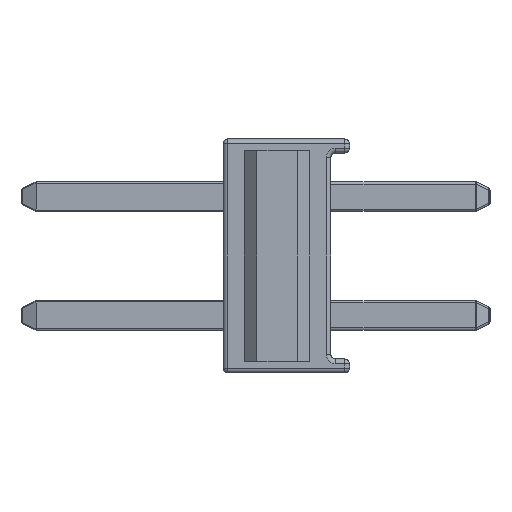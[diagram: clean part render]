
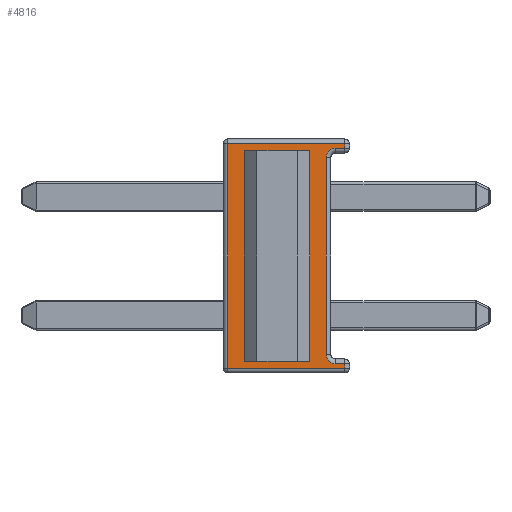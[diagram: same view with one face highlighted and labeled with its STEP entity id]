
A CAD part, left-side view. The second image highlights one B-rep face of the part: STEP entity #4816.
In plain terms, the highlighted planar face has unit normal (-1, 0, 0).
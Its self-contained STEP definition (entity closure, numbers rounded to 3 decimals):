
#22 = ORIENTED_EDGE ( 'NONE', *, *, #4290, .T. ) ;
#114 = ORIENTED_EDGE ( 'NONE', *, *, #5305, .F. ) ;
#116 = DIRECTION ( 'NONE',  ( -1., 0., 0. ) ) ;
#249 = EDGE_CURVE ( 'NONE', #1632, #4431, #799, .T. ) ;
#293 = CARTESIAN_POINT ( 'NONE',  ( -1., -2.6, -2.4 ) ) ;
#531 = EDGE_CURVE ( 'NONE', #5050, #3652, #1631, .T. ) ;
#607 = DIRECTION ( 'NONE',  ( 0., 1., 0. ) ) ;
#799 = LINE ( 'NONE', #3234, #1812 ) ;
#867 = ORIENTED_EDGE ( 'NONE', *, *, #249, .T. ) ;
#962 = DIRECTION ( 'NONE',  ( 0., 1., 0. ) ) ;
#1125 = EDGE_CURVE ( 'NONE', #3652, #2708, #5190, .T. ) ;
#1155 = VERTEX_POINT ( 'NONE', #2284 ) ;
#1184 = FACE_OUTER_BOUND ( 'NONE', #5017, .T. ) ;
#1282 = AXIS2_PLACEMENT_3D ( 'NONE', #5082, #2318, #5523 ) ;
#1305 = ORIENTED_EDGE ( 'NONE', *, *, #5604, .T. ) ;
#1469 = CIRCLE ( 'NONE', #5789, 0.2 ) ;
#1628 = AXIS2_PLACEMENT_3D ( 'NONE', #2768, #116, #3233 ) ;
#1631 = LINE ( 'NONE', #2577, #5111 ) ;
#1632 = VERTEX_POINT ( 'NONE', #2219 ) ;
#1758 = VERTEX_POINT ( 'NONE', #3295 ) ;
#1812 = VECTOR ( 'NONE', #1945, 1000. ) ;
#1872 = VERTEX_POINT ( 'NONE', #1982 ) ;
#1903 = PLANE ( 'NONE',  #1628 ) ;
#1926 = CARTESIAN_POINT ( 'NONE',  ( -1., -2.2, 2.1 ) ) ;
#1929 = CARTESIAN_POINT ( 'NONE',  ( -1., -2.6, -2.5 ) ) ;
#1934 = CIRCLE ( 'NONE', #1282, 0.2 ) ;
#1945 = DIRECTION ( 'NONE',  ( 0., -1., 0. ) ) ;
#1954 = VECTOR ( 'NONE', #2186, 1000. ) ;
#1982 = CARTESIAN_POINT ( 'NONE',  ( -1., -2.2, -2.1 ) ) ;
#2025 = CARTESIAN_POINT ( 'NONE',  ( -1., -2.6, 2.3 ) ) ;
#2117 = EDGE_CURVE ( 'NONE', #1872, #3066, #4407, .T. ) ;
#2129 = CARTESIAN_POINT ( 'NONE',  ( -1., -2.7, 2.3 ) ) ;
#2186 = DIRECTION ( 'NONE',  ( 0., 0., 1. ) ) ;
#2202 = LINE ( 'NONE', #3757, #5726 ) ;
#2219 = CARTESIAN_POINT ( 'NONE',  ( -1., -0.1, -2.4 ) ) ;
#2284 = CARTESIAN_POINT ( 'NONE',  ( -1., -2.4, -2.3 ) ) ;
#2318 = DIRECTION ( 'NONE',  ( -1., 0., 0. ) ) ;
#2415 = EDGE_CURVE ( 'NONE', #1758, #3066, #1469, .T. ) ;
#2516 = DIRECTION ( 'NONE',  ( 0., 0., -1. ) ) ;
#2540 = ORIENTED_EDGE ( 'NONE', *, *, #2117, .T. ) ;
#2577 = CARTESIAN_POINT ( 'NONE',  ( -1., -2.6, -2.5 ) ) ;
#2621 = CARTESIAN_POINT ( 'NONE',  ( -1., -2.4, 2.1 ) ) ;
#2629 = ORIENTED_EDGE ( 'NONE', *, *, #5472, .T. ) ;
#2708 = VERTEX_POINT ( 'NONE', #5501 ) ;
#2729 = VECTOR ( 'NONE', #962, 1000. ) ;
#2738 = CARTESIAN_POINT ( 'NONE',  ( -1., -2.3, 2.4 ) ) ;
#2768 = CARTESIAN_POINT ( 'NONE',  ( -1., -2.3, -2.5 ) ) ;
#2823 = ORIENTED_EDGE ( 'NONE', *, *, #531, .T. ) ;
#2903 = CARTESIAN_POINT ( 'NONE',  ( -1., -2.6, 2.4 ) ) ;
#3066 = VERTEX_POINT ( 'NONE', #1926 ) ;
#3085 = DIRECTION ( 'NONE',  ( 0., 0., 1. ) ) ;
#3231 = ORIENTED_EDGE ( 'NONE', *, *, #2415, .F. ) ;
#3233 = DIRECTION ( 'NONE',  ( 0., 0., 1. ) ) ;
#3234 = CARTESIAN_POINT ( 'NONE',  ( -1., -2.3, -2.4 ) ) ;
#3295 = CARTESIAN_POINT ( 'NONE',  ( -1., -2.4, 2.3 ) ) ;
#3304 = LINE ( 'NONE', #1929, #5737 ) ;
#3636 = LINE ( 'NONE', #2129, #4731 ) ;
#3652 = VERTEX_POINT ( 'NONE', #2903 ) ;
#3757 = CARTESIAN_POINT ( 'NONE',  ( -1., -2.3, -2.3 ) ) ;
#3775 = VERTEX_POINT ( 'NONE', #3904 ) ;
#3904 = CARTESIAN_POINT ( 'NONE',  ( -1., -2.6, -2.3 ) ) ;
#4290 = EDGE_CURVE ( 'NONE', #4431, #3775, #3304, .T. ) ;
#4407 = LINE ( 'NONE', #5389, #1954 ) ;
#4431 = VERTEX_POINT ( 'NONE', #293 ) ;
#4618 = ORIENTED_EDGE ( 'NONE', *, *, #1125, .T. ) ;
#4731 = VECTOR ( 'NONE', #4884, 1000. ) ;
#4810 = CARTESIAN_POINT ( 'NONE',  ( -1., -0.1, -2.5 ) ) ;
#4816 = ADVANCED_FACE ( 'NONE', ( #1184 ), #1903, .T. ) ;
#4884 = DIRECTION ( 'NONE',  ( 0., -1., 0. ) ) ;
#4887 = EDGE_CURVE ( 'NONE', #3775, #1155, #2202, .T. ) ;
#5017 = EDGE_LOOP ( 'NONE', ( #114, #2540, #3231, #1305, #2823, #4618, #2629, #867, #22, #5368 ) ) ;
#5050 = VERTEX_POINT ( 'NONE', #2025 ) ;
#5082 = CARTESIAN_POINT ( 'NONE',  ( -1., -2.4, -2.1 ) ) ;
#5111 = VECTOR ( 'NONE', #5351, 1000. ) ;
#5145 = DIRECTION ( 'NONE',  ( 0., 0., 1. ) ) ;
#5190 = LINE ( 'NONE', #2738, #2729 ) ;
#5301 = VECTOR ( 'NONE', #2516, 1000. ) ;
#5305 = EDGE_CURVE ( 'NONE', #1872, #1155, #1934, .T. ) ;
#5351 = DIRECTION ( 'NONE',  ( 0., 0., 1. ) ) ;
#5368 = ORIENTED_EDGE ( 'NONE', *, *, #4887, .T. ) ;
#5389 = CARTESIAN_POINT ( 'NONE',  ( -1., -2.2, 2.2 ) ) ;
#5424 = LINE ( 'NONE', #4810, #5301 ) ;
#5472 = EDGE_CURVE ( 'NONE', #2708, #1632, #5424, .T. ) ;
#5501 = CARTESIAN_POINT ( 'NONE',  ( -1., -0.1, 2.4 ) ) ;
#5523 = DIRECTION ( 'NONE',  ( 0., 0., 1. ) ) ;
#5604 = EDGE_CURVE ( 'NONE', #1758, #5050, #3636, .T. ) ;
#5726 = VECTOR ( 'NONE', #607, 1000. ) ;
#5737 = VECTOR ( 'NONE', #5145, 1000. ) ;
#5789 = AXIS2_PLACEMENT_3D ( 'NONE', #2621, #5828, #3085 ) ;
#5828 = DIRECTION ( 'NONE',  ( -1., 0., 0. ) ) ;
